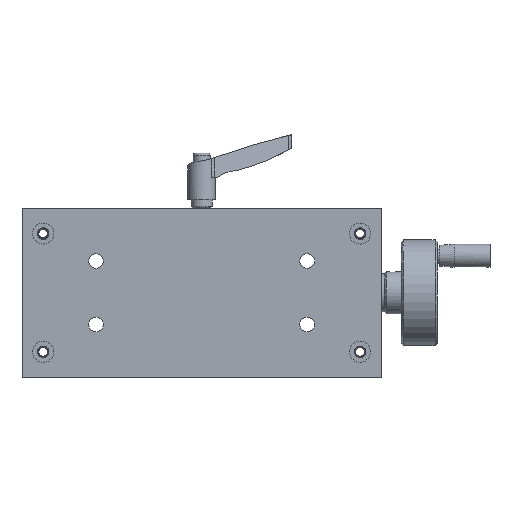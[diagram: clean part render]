
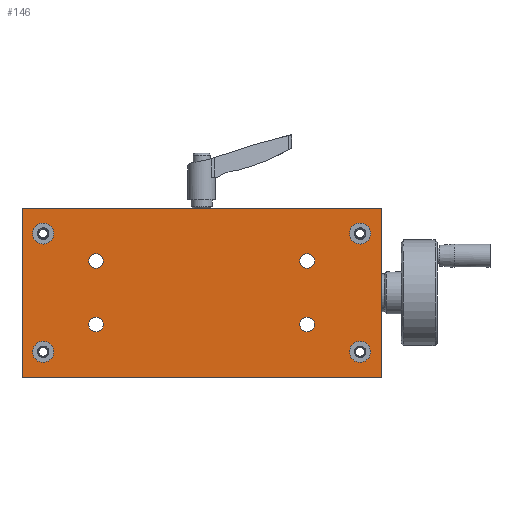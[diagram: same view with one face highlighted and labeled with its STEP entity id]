
A CAD part, front view. The second image highlights one B-rep face of the part: STEP entity #146.
In plain terms, the highlighted planar face has unit normal (0, -1, 0).
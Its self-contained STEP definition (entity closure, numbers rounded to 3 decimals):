
#146 = ADVANCED_FACE ( 'NONE', ( #4617, #2692, #4251, #3280, #5113, #925, #4586, #2752, #6026 ), #5997, .F. ) ;
#211 = CARTESIAN_POINT ( 'NONE',  ( 50., 0., 15. ) ) ;
#359 = EDGE_LOOP ( 'NONE', ( #3481 ) ) ;
#429 = AXIS2_PLACEMENT_3D ( 'NONE', #4081, #1254, #3650 ) ;
#435 = CARTESIAN_POINT ( 'NONE',  ( -85., 0., 40. ) ) ;
#455 = EDGE_CURVE ( 'NONE', #5022, #3110, #4054, .T. ) ;
#462 = VERTEX_POINT ( 'NONE', #1420 ) ;
#489 = CARTESIAN_POINT ( 'NONE',  ( -50., 0., 11.5 ) ) ;
#491 = EDGE_CURVE ( 'NONE', #3653, #3653, #1260, .T. ) ;
#548 = VERTEX_POINT ( 'NONE', #2443 ) ;
#726 = CARTESIAN_POINT ( 'NONE',  ( -75., 0., 23. ) ) ;
#841 = CARTESIAN_POINT ( 'NONE',  ( 75., 0., 28. ) ) ;
#868 = VECTOR ( 'NONE', #4946, 1000. ) ;
#881 = DIRECTION ( 'NONE',  ( 0., -1., 0. ) ) ;
#897 = ORIENTED_EDGE ( 'NONE', *, *, #2717, .F. ) ;
#925 = FACE_BOUND ( 'NONE', #2933, .T. ) ;
#966 = AXIS2_PLACEMENT_3D ( 'NONE', #435, #5562, #1761 ) ;
#1004 = CARTESIAN_POINT ( 'NONE',  ( -85., 0., 40. ) ) ;
#1143 = AXIS2_PLACEMENT_3D ( 'NONE', #211, #3872, #2067 ) ;
#1248 = ORIENTED_EDGE ( 'NONE', *, *, #5215, .F. ) ;
#1254 = DIRECTION ( 'NONE',  ( 0., -1., 0. ) ) ;
#1260 = CIRCLE ( 'NONE', #5710, 5. ) ;
#1347 = CARTESIAN_POINT ( 'NONE',  ( 50., 0., 18.5 ) ) ;
#1418 = CARTESIAN_POINT ( 'NONE',  ( 85., 0., -40. ) ) ;
#1420 = CARTESIAN_POINT ( 'NONE',  ( 50., 0., -11.5 ) ) ;
#1541 = DIRECTION ( 'NONE',  ( 0., -1., 0. ) ) ;
#1601 = VERTEX_POINT ( 'NONE', #5367 ) ;
#1610 = ORIENTED_EDGE ( 'NONE', *, *, #4281, .F. ) ;
#1616 = CIRCLE ( 'NONE', #1714, 5. ) ;
#1714 = AXIS2_PLACEMENT_3D ( 'NONE', #3235, #4230, #2831 ) ;
#1761 = DIRECTION ( 'NONE',  ( 0., 0., 1. ) ) ;
#1995 = EDGE_LOOP ( 'NONE', ( #4795 ) ) ;
#2000 = VERTEX_POINT ( 'NONE', #4908 ) ;
#2003 = CIRCLE ( 'NONE', #4570, 3.5 ) ;
#2011 = EDGE_LOOP ( 'NONE', ( #2516 ) ) ;
#2067 = DIRECTION ( 'NONE',  ( 0., 0., 1. ) ) ;
#2099 = CARTESIAN_POINT ( 'NONE',  ( -85., 0., -40. ) ) ;
#2121 = CARTESIAN_POINT ( 'NONE',  ( 85., 0., 40. ) ) ;
#2337 = DIRECTION ( 'NONE',  ( 0., -1., 0. ) ) ;
#2443 = CARTESIAN_POINT ( 'NONE',  ( -75., 0., -23. ) ) ;
#2496 = ORIENTED_EDGE ( 'NONE', *, *, #3284, .F. ) ;
#2516 = ORIENTED_EDGE ( 'NONE', *, *, #491, .F. ) ;
#2610 = CIRCLE ( 'NONE', #2702, 5. ) ;
#2692 = FACE_BOUND ( 'NONE', #5790, .T. ) ;
#2702 = AXIS2_PLACEMENT_3D ( 'NONE', #841, #2337, #5145 ) ;
#2717 = EDGE_CURVE ( 'NONE', #5617, #5617, #5257, .T. ) ;
#2752 = FACE_BOUND ( 'NONE', #2011, .T. ) ;
#2787 = DIRECTION ( 'NONE',  ( 0., -1., 0. ) ) ;
#2821 = DIRECTION ( 'NONE',  ( 0., 0., 1. ) ) ;
#2831 = DIRECTION ( 'NONE',  ( 0., 0., 1. ) ) ;
#2909 = EDGE_CURVE ( 'NONE', #462, #462, #2003, .T. ) ;
#2930 = CARTESIAN_POINT ( 'NONE',  ( 75., 0., -23. ) ) ;
#2932 = CARTESIAN_POINT ( 'NONE',  ( -85., 0., 40. ) ) ;
#2933 = EDGE_LOOP ( 'NONE', ( #1610 ) ) ;
#3028 = CIRCLE ( 'NONE', #1143, 3.5 ) ;
#3110 = VERTEX_POINT ( 'NONE', #6072 ) ;
#3227 = DIRECTION ( 'NONE',  ( 1., 0., 0. ) ) ;
#3235 = CARTESIAN_POINT ( 'NONE',  ( 75., 0., -28. ) ) ;
#3280 = FACE_BOUND ( 'NONE', #5309, .T. ) ;
#3284 = EDGE_CURVE ( 'NONE', #548, #548, #4684, .T. ) ;
#3318 = EDGE_CURVE ( 'NONE', #4725, #4488, #5115, .T. ) ;
#3412 = VECTOR ( 'NONE', #4815, 1000. ) ;
#3447 = EDGE_CURVE ( 'NONE', #2000, #2000, #4971, .T. ) ;
#3460 = DIRECTION ( 'NONE',  ( 0., 0., -1. ) ) ;
#3481 = ORIENTED_EDGE ( 'NONE', *, *, #3946, .F. ) ;
#3594 = CARTESIAN_POINT ( 'NONE',  ( 85., 0., 40. ) ) ;
#3621 = EDGE_LOOP ( 'NONE', ( #5929 ) ) ;
#3650 = DIRECTION ( 'NONE',  ( 0., 0., -1. ) ) ;
#3653 = VERTEX_POINT ( 'NONE', #726 ) ;
#3663 = CARTESIAN_POINT ( 'NONE',  ( -75., 0., -28. ) ) ;
#3823 = EDGE_LOOP ( 'NONE', ( #5000, #5325, #1248, #5867 ) ) ;
#3833 = EDGE_CURVE ( 'NONE', #4488, #5022, #5948, .T. ) ;
#3872 = DIRECTION ( 'NONE',  ( 0., -1., 0. ) ) ;
#3927 = VERTEX_POINT ( 'NONE', #2930 ) ;
#3946 = EDGE_CURVE ( 'NONE', #3927, #3927, #1616, .T. ) ;
#3962 = CARTESIAN_POINT ( 'NONE',  ( -75., 0., 28. ) ) ;
#3994 = DIRECTION ( 'NONE',  ( 0., 0., -1. ) ) ;
#4054 = LINE ( 'NONE', #2099, #868 ) ;
#4081 = CARTESIAN_POINT ( 'NONE',  ( -50., 0., -15. ) ) ;
#4127 = CARTESIAN_POINT ( 'NONE',  ( -85., 0., 40. ) ) ;
#4196 = VECTOR ( 'NONE', #4537, 1000. ) ;
#4230 = DIRECTION ( 'NONE',  ( 0., -1., 0. ) ) ;
#4251 = FACE_BOUND ( 'NONE', #3621, .T. ) ;
#4281 = EDGE_CURVE ( 'NONE', #1601, #1601, #2610, .T. ) ;
#4423 = CARTESIAN_POINT ( 'NONE',  ( -50., 0., 15. ) ) ;
#4488 = VERTEX_POINT ( 'NONE', #3594 ) ;
#4537 = DIRECTION ( 'NONE',  ( 0., 0., -1. ) ) ;
#4570 = AXIS2_PLACEMENT_3D ( 'NONE', #5986, #881, #4603 ) ;
#4586 = FACE_BOUND ( 'NONE', #359, .T. ) ;
#4603 = DIRECTION ( 'NONE',  ( 0., 0., 1. ) ) ;
#4617 = FACE_OUTER_BOUND ( 'NONE', #3823, .T. ) ;
#4684 = CIRCLE ( 'NONE', #5455, 5. ) ;
#4725 = VERTEX_POINT ( 'NONE', #2932 ) ;
#4795 = ORIENTED_EDGE ( 'NONE', *, *, #2909, .F. ) ;
#4815 = DIRECTION ( 'NONE',  ( 0., 0., 1. ) ) ;
#4908 = CARTESIAN_POINT ( 'NONE',  ( -50., 0., -18.5 ) ) ;
#4946 = DIRECTION ( 'NONE',  ( -1., 0., 0. ) ) ;
#4971 = CIRCLE ( 'NONE', #429, 3.5 ) ;
#5000 = ORIENTED_EDGE ( 'NONE', *, *, #3833, .F. ) ;
#5022 = VERTEX_POINT ( 'NONE', #1418 ) ;
#5113 = FACE_BOUND ( 'NONE', #1995, .T. ) ;
#5115 = LINE ( 'NONE', #4127, #5362 ) ;
#5145 = DIRECTION ( 'NONE',  ( 0., 0., -1. ) ) ;
#5215 = EDGE_CURVE ( 'NONE', #3110, #4725, #5245, .T. ) ;
#5245 = LINE ( 'NONE', #1004, #3412 ) ;
#5257 = CIRCLE ( 'NONE', #5643, 3.5 ) ;
#5309 = EDGE_LOOP ( 'NONE', ( #5607 ) ) ;
#5325 = ORIENTED_EDGE ( 'NONE', *, *, #3318, .F. ) ;
#5362 = VECTOR ( 'NONE', #3227, 1000. ) ;
#5367 = CARTESIAN_POINT ( 'NONE',  ( 75., 0., 23. ) ) ;
#5455 = AXIS2_PLACEMENT_3D ( 'NONE', #3663, #2787, #2821 ) ;
#5562 = DIRECTION ( 'NONE',  ( 0., 1., 0. ) ) ;
#5579 = VERTEX_POINT ( 'NONE', #1347 ) ;
#5607 = ORIENTED_EDGE ( 'NONE', *, *, #3447, .F. ) ;
#5617 = VERTEX_POINT ( 'NONE', #489 ) ;
#5643 = AXIS2_PLACEMENT_3D ( 'NONE', #4423, #1541, #3460 ) ;
#5710 = AXIS2_PLACEMENT_3D ( 'NONE', #3962, #5835, #3994 ) ;
#5790 = EDGE_LOOP ( 'NONE', ( #897 ) ) ;
#5835 = DIRECTION ( 'NONE',  ( 0., -1., 0. ) ) ;
#5867 = ORIENTED_EDGE ( 'NONE', *, *, #455, .F. ) ;
#5929 = ORIENTED_EDGE ( 'NONE', *, *, #6008, .F. ) ;
#5939 = EDGE_LOOP ( 'NONE', ( #2496 ) ) ;
#5948 = LINE ( 'NONE', #2121, #4196 ) ;
#5986 = CARTESIAN_POINT ( 'NONE',  ( 50., 0., -15. ) ) ;
#5997 = PLANE ( 'NONE',  #966 ) ;
#6008 = EDGE_CURVE ( 'NONE', #5579, #5579, #3028, .T. ) ;
#6026 = FACE_BOUND ( 'NONE', #5939, .T. ) ;
#6072 = CARTESIAN_POINT ( 'NONE',  ( -85., 0., -40. ) ) ;
